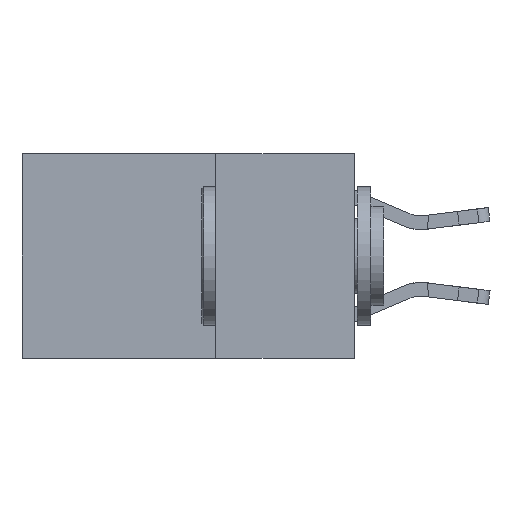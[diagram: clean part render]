
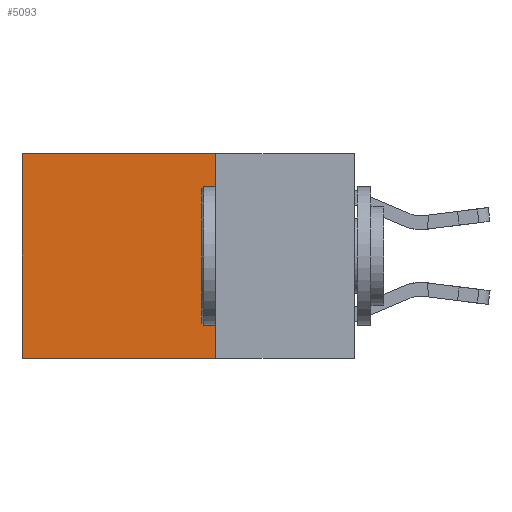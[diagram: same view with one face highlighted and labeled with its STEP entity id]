
A CAD part, left-side view. The second image highlights one B-rep face of the part: STEP entity #5093.
In plain terms, the highlighted planar face has unit normal (-1, 0, 0).
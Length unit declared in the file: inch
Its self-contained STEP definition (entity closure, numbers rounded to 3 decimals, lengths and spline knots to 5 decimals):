
#105 = AXIS2_PLACEMENT_3D ( 'NONE', #7084, #8392, #414 ) ;
#281 = VERTEX_POINT ( 'NONE', #4533 ) ;
#414 = DIRECTION ( 'NONE',  ( 0., 0., -1. ) ) ;
#652 = VECTOR ( 'NONE', #10772, 39.37008 ) ;
#1078 = LINE ( 'NONE', #14659, #652 ) ;
#2200 = LINE ( 'NONE', #10601, #11541 ) ;
#2590 = EDGE_CURVE ( 'NONE', #6680, #8417, #10712, .T. ) ;
#3231 = DIRECTION ( 'NONE',  ( 0., 1., 0. ) ) ;
#3500 = EDGE_CURVE ( 'NONE', #6680, #11259, #9726, .T. ) ;
#3667 = VECTOR ( 'NONE', #13775, 39.37008 ) ;
#4008 = DIRECTION ( 'NONE',  ( 0., 1., 0. ) ) ;
#4533 = CARTESIAN_POINT ( 'NONE',  ( 0.2625, 0.6, -0.37 ) ) ;
#5093 = ADVANCED_FACE ( 'NONE', ( #8215 ), #13633, .F. ) ;
#5504 = CARTESIAN_POINT ( 'NONE',  ( 0.2625, 0.25, -0.37 ) ) ;
#5908 = CARTESIAN_POINT ( 'NONE',  ( 0.2625, 0.25, 0. ) ) ;
#6680 = VERTEX_POINT ( 'NONE', #13838 ) ;
#7084 = CARTESIAN_POINT ( 'NONE',  ( 0.2625, 0.25, 0. ) ) ;
#7141 = EDGE_CURVE ( 'NONE', #11259, #281, #1078, .T. ) ;
#8215 = FACE_OUTER_BOUND ( 'NONE', #16819, .T. ) ;
#8392 = DIRECTION ( 'NONE',  ( 1., 0., 0. ) ) ;
#8417 = VERTEX_POINT ( 'NONE', #5504 ) ;
#8421 = ORIENTED_EDGE ( 'NONE', *, *, #12844, .F. ) ;
#9726 = LINE ( 'NONE', #13804, #16187 ) ;
#10601 = CARTESIAN_POINT ( 'NONE',  ( 0.2625, 0.25, -0.37 ) ) ;
#10712 = LINE ( 'NONE', #5908, #3667 ) ;
#10772 = DIRECTION ( 'NONE',  ( 0., 0., -1. ) ) ;
#11259 = VERTEX_POINT ( 'NONE', #12944 ) ;
#11541 = VECTOR ( 'NONE', #4008, 39.37008 ) ;
#11951 = ORIENTED_EDGE ( 'NONE', *, *, #2590, .F. ) ;
#12844 = EDGE_CURVE ( 'NONE', #8417, #281, #2200, .T. ) ;
#12944 = CARTESIAN_POINT ( 'NONE',  ( 0.2625, 0.6, 0. ) ) ;
#13633 = PLANE ( 'NONE',  #105 ) ;
#13775 = DIRECTION ( 'NONE',  ( 0., 0., -1. ) ) ;
#13804 = CARTESIAN_POINT ( 'NONE',  ( 0.2625, 0.25, 0. ) ) ;
#13838 = CARTESIAN_POINT ( 'NONE',  ( 0.2625, 0.25, 0. ) ) ;
#14659 = CARTESIAN_POINT ( 'NONE',  ( 0.2625, 0.6, 0. ) ) ;
#14969 = ORIENTED_EDGE ( 'NONE', *, *, #7141, .T. ) ;
#15368 = ORIENTED_EDGE ( 'NONE', *, *, #3500, .T. ) ;
#16187 = VECTOR ( 'NONE', #3231, 39.37008 ) ;
#16819 = EDGE_LOOP ( 'NONE', ( #14969, #8421, #11951, #15368 ) ) ;
